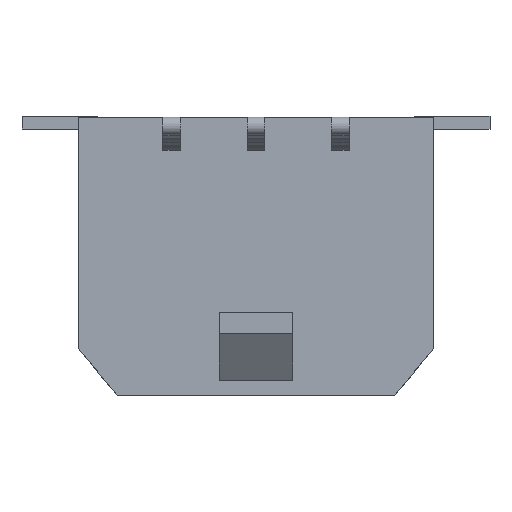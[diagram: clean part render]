
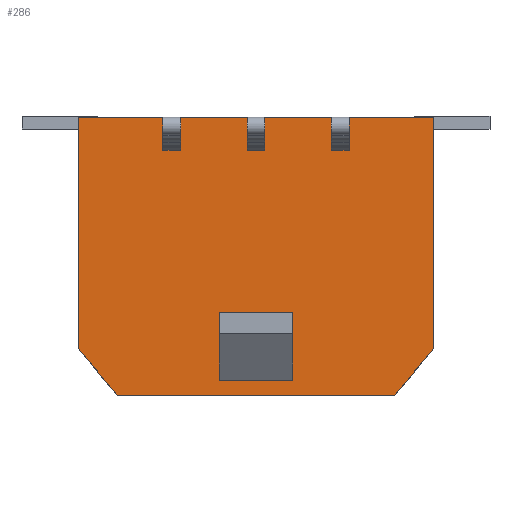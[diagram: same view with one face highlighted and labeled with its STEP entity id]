
A CAD part, top view. The second image highlights one B-rep face of the part: STEP entity #286.
In plain terms, the highlighted planar face has unit normal (0, 0, 1).
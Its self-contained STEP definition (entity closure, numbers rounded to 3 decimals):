
#286=ADVANCED_FACE('',(#574,#575,#576,#577,#578),#445,.T.);
#445=PLANE('',#2938);
#574=FACE_BOUND('',#597,.T.);
#575=FACE_BOUND('',#598,.T.);
#576=FACE_BOUND('',#599,.T.);
#577=FACE_BOUND('',#600,.T.);
#578=FACE_BOUND('',#601,.T.);
#597=EDGE_LOOP('',(#816,#817,#818,#819,#820,#821));
#598=EDGE_LOOP('',(#822,#823,#824,#825));
#599=EDGE_LOOP('',(#826,#827,#828,#829));
#600=EDGE_LOOP('',(#830,#831,#832,#833));
#601=EDGE_LOOP('',(#834,#835,#836,#837));
#816=ORIENTED_EDGE('',*,*,#1890,.F.);
#817=ORIENTED_EDGE('',*,*,#1891,.F.);
#818=ORIENTED_EDGE('',*,*,#1892,.T.);
#819=ORIENTED_EDGE('',*,*,#1893,.T.);
#820=ORIENTED_EDGE('',*,*,#1894,.F.);
#821=ORIENTED_EDGE('',*,*,#1895,.F.);
#822=ORIENTED_EDGE('',*,*,#1896,.T.);
#823=ORIENTED_EDGE('',*,*,#1897,.T.);
#824=ORIENTED_EDGE('',*,*,#1898,.F.);
#825=ORIENTED_EDGE('',*,*,#1899,.F.);
#826=ORIENTED_EDGE('',*,*,#1900,.T.);
#827=ORIENTED_EDGE('',*,*,#1901,.T.);
#828=ORIENTED_EDGE('',*,*,#1902,.T.);
#829=ORIENTED_EDGE('',*,*,#1903,.F.);
#830=ORIENTED_EDGE('',*,*,#1904,.T.);
#831=ORIENTED_EDGE('',*,*,#1905,.T.);
#832=ORIENTED_EDGE('',*,*,#1906,.T.);
#833=ORIENTED_EDGE('',*,*,#1907,.F.);
#834=ORIENTED_EDGE('',*,*,#1908,.T.);
#835=ORIENTED_EDGE('',*,*,#1909,.T.);
#836=ORIENTED_EDGE('',*,*,#1910,.T.);
#837=ORIENTED_EDGE('',*,*,#1911,.F.);
#1622=VERTEX_POINT('',#4050);
#1623=VERTEX_POINT('',#4051);
#1624=VERTEX_POINT('',#4053);
#1625=VERTEX_POINT('',#4055);
#1626=VERTEX_POINT('',#4057);
#1627=VERTEX_POINT('',#4059);
#1628=VERTEX_POINT('',#4062);
#1629=VERTEX_POINT('',#4063);
#1630=VERTEX_POINT('',#4065);
#1631=VERTEX_POINT('',#4067);
#1632=VERTEX_POINT('',#4070);
#1633=VERTEX_POINT('',#4071);
#1634=VERTEX_POINT('',#4073);
#1635=VERTEX_POINT('',#4075);
#1636=VERTEX_POINT('',#4078);
#1637=VERTEX_POINT('',#4079);
#1638=VERTEX_POINT('',#4081);
#1639=VERTEX_POINT('',#4083);
#1640=VERTEX_POINT('',#4086);
#1641=VERTEX_POINT('',#4087);
#1642=VERTEX_POINT('',#4089);
#1643=VERTEX_POINT('',#4091);
#1890=EDGE_CURVE('',#1622,#1623,#2297,.T.);
#1891=EDGE_CURVE('',#1624,#1622,#2298,.T.);
#1892=EDGE_CURVE('',#1624,#1625,#2299,.T.);
#1893=EDGE_CURVE('',#1625,#1626,#2300,.T.);
#1894=EDGE_CURVE('',#1627,#1626,#2301,.T.);
#1895=EDGE_CURVE('',#1623,#1627,#2302,.T.);
#1896=EDGE_CURVE('',#1628,#1629,#2303,.T.);
#1897=EDGE_CURVE('',#1629,#1630,#2304,.T.);
#1898=EDGE_CURVE('',#1631,#1630,#2305,.T.);
#1899=EDGE_CURVE('',#1628,#1631,#2306,.T.);
#1900=EDGE_CURVE('',#1632,#1633,#2307,.T.);
#1901=EDGE_CURVE('',#1633,#1634,#2308,.T.);
#1902=EDGE_CURVE('',#1634,#1635,#2309,.T.);
#1903=EDGE_CURVE('',#1632,#1635,#2310,.T.);
#1904=EDGE_CURVE('',#1636,#1637,#2311,.T.);
#1905=EDGE_CURVE('',#1637,#1638,#2312,.T.);
#1906=EDGE_CURVE('',#1638,#1639,#2313,.T.);
#1907=EDGE_CURVE('',#1636,#1639,#2314,.T.);
#1908=EDGE_CURVE('',#1640,#1641,#2315,.T.);
#1909=EDGE_CURVE('',#1641,#1642,#2316,.T.);
#1910=EDGE_CURVE('',#1642,#1643,#2317,.T.);
#1911=EDGE_CURVE('',#1640,#1643,#2318,.T.);
#2297=LINE('',#4049,#2640);
#2298=LINE('',#4052,#2641);
#2299=LINE('',#4054,#2642);
#2300=LINE('',#4056,#2643);
#2301=LINE('',#4058,#2644);
#2302=LINE('',#4060,#2645);
#2303=LINE('',#4061,#2646);
#2304=LINE('',#4064,#2647);
#2305=LINE('',#4066,#2648);
#2306=LINE('',#4068,#2649);
#2307=LINE('',#4069,#2650);
#2308=LINE('',#4072,#2651);
#2309=LINE('',#4074,#2652);
#2310=LINE('',#4076,#2653);
#2311=LINE('',#4077,#2654);
#2312=LINE('',#4080,#2655);
#2313=LINE('',#4082,#2656);
#2314=LINE('',#4084,#2657);
#2315=LINE('',#4085,#2658);
#2316=LINE('',#4088,#2659);
#2317=LINE('',#4090,#2660);
#2318=LINE('',#4092,#2661);
#2640=VECTOR('',#3217,1.);
#2641=VECTOR('',#3218,1.);
#2642=VECTOR('',#3219,1.);
#2643=VECTOR('',#3220,1.);
#2644=VECTOR('',#3221,1.);
#2645=VECTOR('',#3222,1.);
#2646=VECTOR('',#3223,1.);
#2647=VECTOR('',#3224,1.);
#2648=VECTOR('',#3225,1.);
#2649=VECTOR('',#3226,1.);
#2650=VECTOR('',#3227,1.);
#2651=VECTOR('',#3228,1.);
#2652=VECTOR('',#3229,1.);
#2653=VECTOR('',#3230,1.);
#2654=VECTOR('',#3231,1.);
#2655=VECTOR('',#3232,1.);
#2656=VECTOR('',#3233,1.);
#2657=VECTOR('',#3234,1.);
#2658=VECTOR('',#3235,1.);
#2659=VECTOR('',#3236,1.);
#2660=VECTOR('',#3237,1.);
#2661=VECTOR('',#3238,1.);
#2938=AXIS2_PLACEMENT_3D('',#4093,#3239,#3240);
#3217=DIRECTION('',(-0.643,-0.766,0.));
#3218=DIRECTION('',(0.,-1.,0.));
#3219=DIRECTION('',(-1.,0.,0.));
#3220=DIRECTION('',(0.,-1.,0.));
#3221=DIRECTION('',(-0.643,0.766,0.));
#3222=DIRECTION('',(-1.,0.,0.));
#3223=DIRECTION('',(-1.,0.,0.));
#3224=DIRECTION('',(0.,1.,0.));
#3225=DIRECTION('',(-1.,0.,0.));
#3226=DIRECTION('',(0.,1.,0.));
#3227=DIRECTION('',(1.,0.,0.));
#3228=DIRECTION('',(0.,-1.,0.));
#3229=DIRECTION('',(-1.,0.,0.));
#3230=DIRECTION('',(0.,-1.,0.));
#3231=DIRECTION('',(1.,0.,0.));
#3232=DIRECTION('',(0.,-1.,0.));
#3233=DIRECTION('',(-1.,0.,0.));
#3234=DIRECTION('',(0.,-1.,0.));
#3235=DIRECTION('',(1.,0.,0.));
#3236=DIRECTION('',(0.,-1.,0.));
#3237=DIRECTION('',(-1.,0.,0.));
#3238=DIRECTION('',(0.,-1.,0.));
#3239=DIRECTION('',(0.,0.,1.));
#3240=DIRECTION('',(1.,0.,0.));
#4049=CARTESIAN_POINT('',(6.325,1.668,3.86));
#4050=CARTESIAN_POINT('',(6.325,1.668,3.86));
#4051=CARTESIAN_POINT('',(4.925,0.,3.86));
#4052=CARTESIAN_POINT('',(6.325,9.9,3.86));
#4053=CARTESIAN_POINT('',(6.325,9.9,3.86));
#4054=CARTESIAN_POINT('',(6.325,9.9,3.86));
#4055=CARTESIAN_POINT('',(-6.325,9.9,3.86));
#4056=CARTESIAN_POINT('',(-6.325,9.9,3.86));
#4057=CARTESIAN_POINT('',(-6.325,1.668,3.86));
#4058=CARTESIAN_POINT('',(-4.925,0.,3.86));
#4059=CARTESIAN_POINT('',(-4.925,0.,3.86));
#4060=CARTESIAN_POINT('',(6.325,0.,3.86));
#4061=CARTESIAN_POINT('',(1.3,0.54,3.86));
#4062=CARTESIAN_POINT('',(1.3,0.54,3.86));
#4063=CARTESIAN_POINT('',(-1.3,0.54,3.86));
#4064=CARTESIAN_POINT('',(-1.3,0.54,3.86));
#4065=CARTESIAN_POINT('',(-1.3,2.95,3.86));
#4066=CARTESIAN_POINT('',(1.3,2.95,3.86));
#4067=CARTESIAN_POINT('',(1.3,2.95,3.86));
#4068=CARTESIAN_POINT('',(1.3,0.54,3.86));
#4069=CARTESIAN_POINT('',(3.32,9.537,3.86));
#4070=CARTESIAN_POINT('',(2.68,9.537,3.86));
#4071=CARTESIAN_POINT('',(3.32,9.537,3.86));
#4072=CARTESIAN_POINT('',(3.32,9.9,3.86));
#4073=CARTESIAN_POINT('',(3.32,8.723,3.86));
#4074=CARTESIAN_POINT('',(3.32,8.723,3.86));
#4075=CARTESIAN_POINT('',(2.68,8.723,3.86));
#4076=CARTESIAN_POINT('',(2.68,9.9,3.86));
#4077=CARTESIAN_POINT('',(0.32,9.537,3.86));
#4078=CARTESIAN_POINT('',(-0.32,9.537,3.86));
#4079=CARTESIAN_POINT('',(0.32,9.537,3.86));
#4080=CARTESIAN_POINT('',(0.32,9.9,3.86));
#4081=CARTESIAN_POINT('',(0.32,8.723,3.86));
#4082=CARTESIAN_POINT('',(0.32,8.723,3.86));
#4083=CARTESIAN_POINT('',(-0.32,8.723,3.86));
#4084=CARTESIAN_POINT('',(-0.32,9.9,3.86));
#4085=CARTESIAN_POINT('',(-2.68,9.537,3.86));
#4086=CARTESIAN_POINT('',(-3.32,9.537,3.86));
#4087=CARTESIAN_POINT('',(-2.68,9.537,3.86));
#4088=CARTESIAN_POINT('',(-2.68,9.9,3.86));
#4089=CARTESIAN_POINT('',(-2.68,8.723,3.86));
#4090=CARTESIAN_POINT('',(-2.68,8.723,3.86));
#4091=CARTESIAN_POINT('',(-3.32,8.723,3.86));
#4092=CARTESIAN_POINT('',(-3.32,9.9,3.86));
#4093=CARTESIAN_POINT('',(6.325,9.9,3.86));
